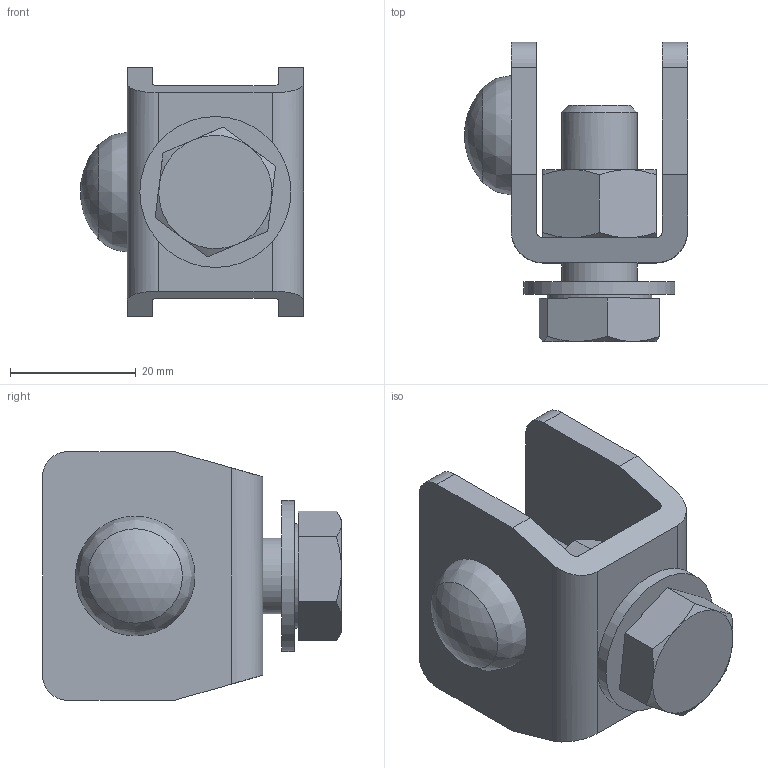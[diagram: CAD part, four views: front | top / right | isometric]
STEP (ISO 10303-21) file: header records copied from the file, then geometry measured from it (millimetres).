
FILE_DESCRIPTION(/* description */ (''),/* implementation_level */ '2;1');
FILE_NAME(/* name */ 'Pièce1.stp',/* time_stamp */ '2017-11-06T13:49:18+01:00',/* author */ ('Giuliano'),/* organization */ (''),/* preprocessor_version */ 'ST-DEVELOPER v16.5',/* originating_system */ 'Autodesk Inventor 2017',/* authorisation */ '');
FILE_SCHEMA (('AUTOMOTIVE_DESIGN { 1 0 10303 214 3 1 1 }'));
Length unit declared in the file: millimetre
Products named in the file (1): Pièce1
Bounding box: 35.44 x 47.5 x 39.5 mm (x, y, z)
Volume: 21620.5 mm3; surface area: 10661.9 mm2
Topology: 1 solids, 1 shells, 70 faces, 164 edges, 104 vertices
Faces by surface type: plane 35, cone 19, cylinder 14, bspline 1, sphere 1
Full cylindrical faces by diameter (mm): 12 x2, 12.1 x1, 13 x1, 16.63 x1, 24 x1
Entity records: 2037 total; most frequent: CARTESIAN_POINT 426, DIRECTION 310, ORIENTED_EDGE 308, EDGE_CURVE 154, AXIS2_PLACEMENT_3D 123, VERTEX_POINT 101, EDGE_LOOP 85, STYLED_ITEM 71
